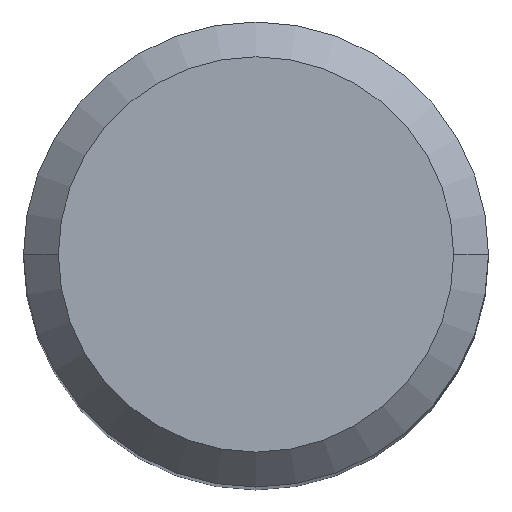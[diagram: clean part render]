
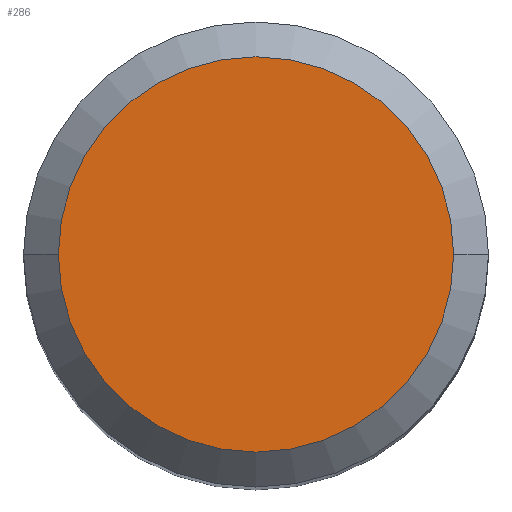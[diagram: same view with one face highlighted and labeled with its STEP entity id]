
A CAD part, top view. The second image highlights one B-rep face of the part: STEP entity #286.
In plain terms, the highlighted planar face has unit normal (0, 0, 1).
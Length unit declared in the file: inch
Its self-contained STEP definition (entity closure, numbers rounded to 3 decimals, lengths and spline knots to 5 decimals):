
#34 = AXIS2_PLACEMENT_3D ( 'NONE', #223, #80, #42 ) ;
#37 = PLANE ( 'NONE',  #355 ) ;
#42 = DIRECTION ( 'NONE',  ( 1., 0., 0. ) ) ;
#49 = DIRECTION ( 'NONE',  ( -1., 0., 0. ) ) ;
#80 = DIRECTION ( 'NONE',  ( 0., 0., 1. ) ) ;
#83 = CARTESIAN_POINT ( 'NONE',  ( 0., 0., 0. ) ) ;
#106 = ORIENTED_EDGE ( 'NONE', *, *, #268, .T. ) ;
#151 = CIRCLE ( 'NONE', #311, 0.20077 ) ;
#166 = VERTEX_POINT ( 'NONE', #210 ) ;
#185 = EDGE_CURVE ( 'NONE', #166, #236, #151, .T. ) ;
#191 = FACE_OUTER_BOUND ( 'NONE', #416, .T. ) ;
#210 = CARTESIAN_POINT ( 'NONE',  ( 0.20077, 0., 0. ) ) ;
#223 = CARTESIAN_POINT ( 'NONE',  ( 0., 0., 0. ) ) ;
#236 = VERTEX_POINT ( 'NONE', #442 ) ;
#243 = CIRCLE ( 'NONE', #34, 0.20077 ) ;
#268 = EDGE_CURVE ( 'NONE', #236, #166, #243, .T. ) ;
#286 = ADVANCED_FACE ( 'NONE', ( #191 ), #37, .F. ) ;
#311 = AXIS2_PLACEMENT_3D ( 'NONE', #485, #403, #322 ) ;
#322 = DIRECTION ( 'NONE',  ( 1., 0., 0. ) ) ;
#335 = ORIENTED_EDGE ( 'NONE', *, *, #185, .T. ) ;
#340 = DIRECTION ( 'NONE',  ( 0., 0., -1. ) ) ;
#355 = AXIS2_PLACEMENT_3D ( 'NONE', #83, #340, #49 ) ;
#403 = DIRECTION ( 'NONE',  ( 0., 0., 1. ) ) ;
#416 = EDGE_LOOP ( 'NONE', ( #106, #335 ) ) ;
#442 = CARTESIAN_POINT ( 'NONE',  ( -0.20077, 0., 0. ) ) ;
#485 = CARTESIAN_POINT ( 'NONE',  ( 0., 0., 0. ) ) ;
